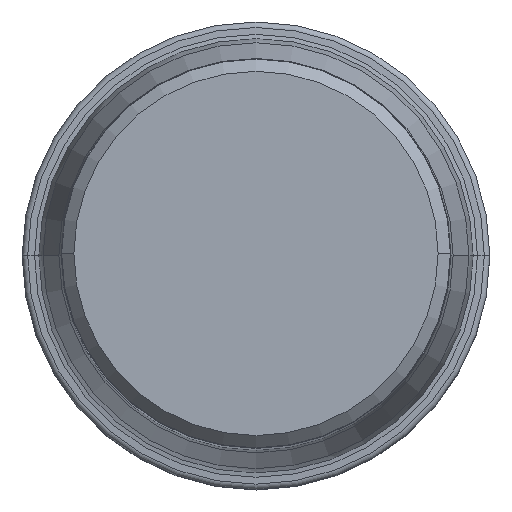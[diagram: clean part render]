
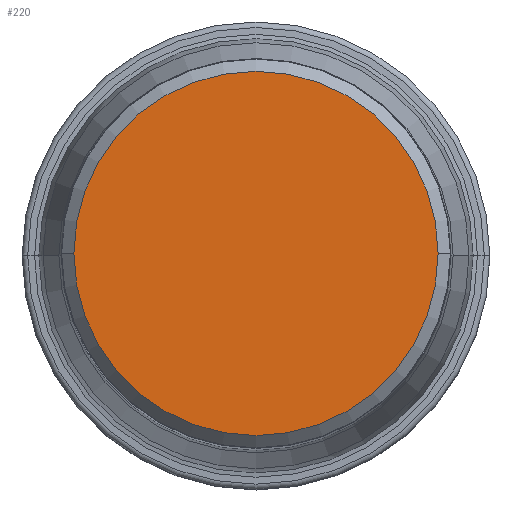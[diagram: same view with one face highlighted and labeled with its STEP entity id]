
A CAD part, top view. The second image highlights one B-rep face of the part: STEP entity #220.
In plain terms, the highlighted planar face has unit normal (0, 0, 1).
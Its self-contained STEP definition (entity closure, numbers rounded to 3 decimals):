
#147=FACE_OUTER_BOUND('',#303,.T.);
#220=ADVANCED_FACE('',(#147),#260,.F.);
#260=PLANE('',#1413);
#303=EDGE_LOOP('',(#487,#488));
#487=ORIENTED_EDGE('',*,*,#831,.T.);
#488=ORIENTED_EDGE('',*,*,#832,.T.);
#705=VERTEX_POINT('',#2219);
#706=VERTEX_POINT('',#2220);
#831=EDGE_CURVE('',#705,#706,#982,.T.);
#832=EDGE_CURVE('',#706,#705,#983,.T.);
#982=CIRCLE('',#1411,14.836);
#983=CIRCLE('',#1412,14.836);
#1411=AXIS2_PLACEMENT_3D('',#2218,#1752,#1753);
#1412=AXIS2_PLACEMENT_3D('',#2221,#1754,#1755);
#1413=AXIS2_PLACEMENT_3D('',#2222,#1756,#1757);
#1752=DIRECTION('',(0.,0.,1.));
#1753=DIRECTION('',(-1.,0.,0.));
#1754=DIRECTION('',(0.,0.,1.));
#1755=DIRECTION('',(1.,0.,0.));
#1756=DIRECTION('',(0.,0.,-1.));
#1757=DIRECTION('',(1.,0.,0.));
#2218=CARTESIAN_POINT('',(0.,0.,0.));
#2219=CARTESIAN_POINT('',(-14.836,0.,0.));
#2220=CARTESIAN_POINT('',(14.836,0.,0.));
#2221=CARTESIAN_POINT('',(0.,0.,0.));
#2222=CARTESIAN_POINT('',(0.,0.,0.));
